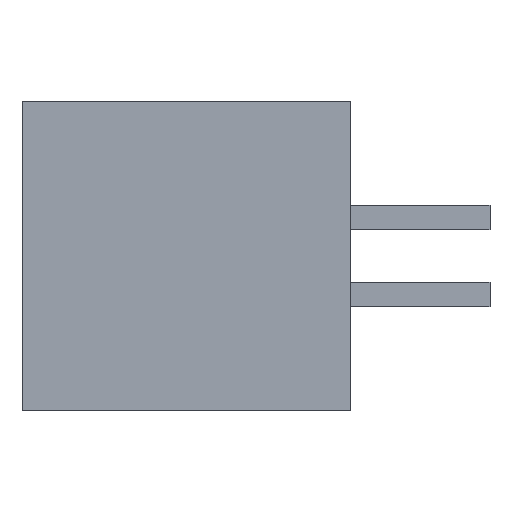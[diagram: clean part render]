
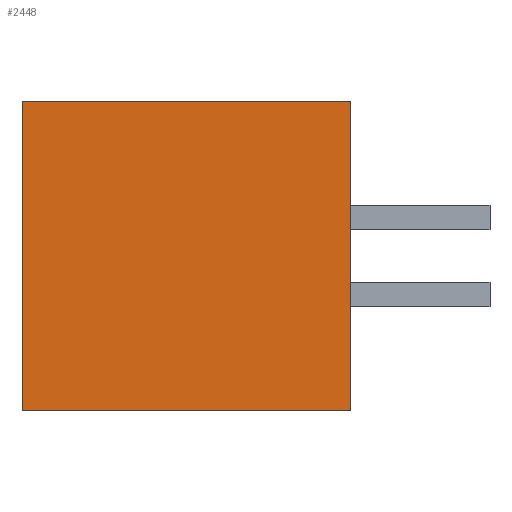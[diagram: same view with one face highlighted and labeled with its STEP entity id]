
A CAD part, left-side view. The second image highlights one B-rep face of the part: STEP entity #2448.
In plain terms, the highlighted planar face has unit normal (-1, 0, 0).
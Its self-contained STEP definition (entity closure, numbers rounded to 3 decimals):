
#1=DIRECTION('',(0.,-1.,0.));
#2=VECTOR('',#1,5.4);
#3=CARTESIAN_POINT('',(-7.595,5.4,2.55));
#4=LINE('3757',#3,#2);
#5=DIRECTION('',(0.,0.,-1.));
#6=VECTOR('',#5,5.1);
#7=CARTESIAN_POINT('',(-7.595,0.,2.55));
#8=LINE('3758',#7,#6);
#9=DIRECTION('',(0.,1.,0.));
#10=VECTOR('',#9,5.4);
#11=CARTESIAN_POINT('',(-7.595,0.,-2.55));
#12=LINE('3759',#11,#10);
#13=DIRECTION('',(0.,0.,1.));
#14=VECTOR('',#13,5.1);
#15=CARTESIAN_POINT('',(-7.595,5.4,-2.55));
#16=LINE('3760',#15,#14);
#1825=CARTESIAN_POINT('',(-7.595,5.4,2.55));
#1826=CARTESIAN_POINT('',(-7.595,0.,2.55));
#1827=VERTEX_POINT('',#1825);
#1828=VERTEX_POINT('',#1826);
#1829=CARTESIAN_POINT('',(-7.595,0.,-2.55));
#1830=VERTEX_POINT('',#1829);
#1831=CARTESIAN_POINT('',(-7.595,5.4,-2.55));
#1832=VERTEX_POINT('',#1831);
#2433=CARTESIAN_POINT('',(-7.595,0.,0.));
#2434=DIRECTION('',(1.,0.,0.));
#2435=DIRECTION('',(0.,0.,-1.));
#2436=AXIS2_PLACEMENT_3D('',#2433,#2434,#2435);
#2437=PLANE('3575',#2436);
#2439=ORIENTED_EDGE('3757',*,*,#2438,.T.);
#2441=ORIENTED_EDGE('3758',*,*,#2440,.T.);
#2443=ORIENTED_EDGE('3759',*,*,#2442,.T.);
#2445=ORIENTED_EDGE('3760',*,*,#2444,.T.);
#2446=EDGE_LOOP('3575',(#2439,#2441,#2443,#2445));
#2447=FACE_OUTER_BOUND('3575',#2446,.F.);
#2448=ADVANCED_FACE('3575',(#2447),#2437,.F.);
#2438=EDGE_CURVE('3757',#1827,#1828,#4,.T.);
#2440=EDGE_CURVE('3758',#1828,#1830,#8,.T.);
#2442=EDGE_CURVE('3759',#1830,#1832,#12,.T.);
#2444=EDGE_CURVE('3760',#1832,#1827,#16,.T.);
